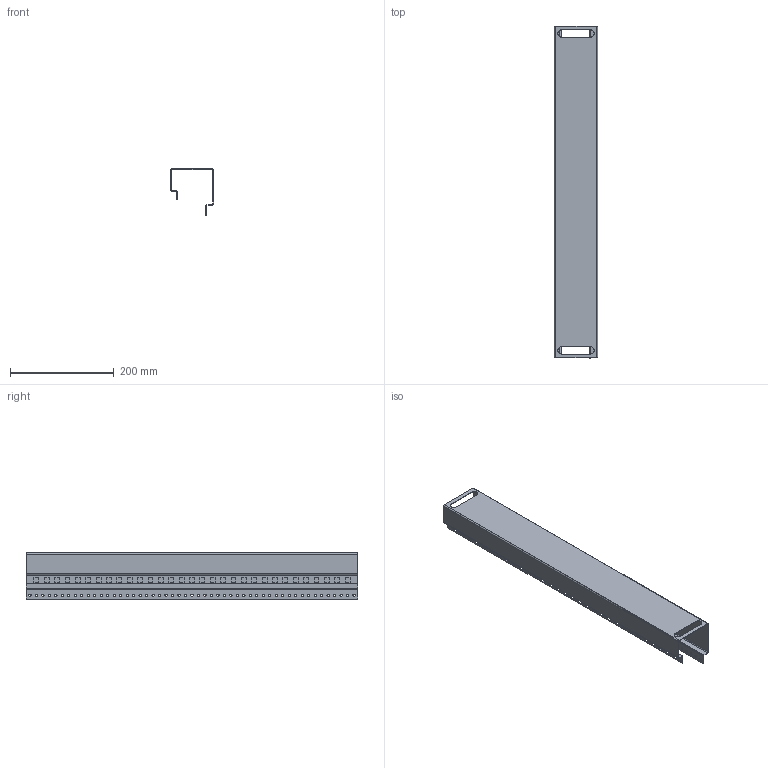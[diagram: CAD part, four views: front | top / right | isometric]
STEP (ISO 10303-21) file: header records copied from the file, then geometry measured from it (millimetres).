
FILE_DESCRIPTION (( 'STEP AP214' ), '1' );
FILE_NAME ('400.070.STEP', '2024-04-27T03:40:18', ( '' ), ( '' ), 'SwSTEP 2.0', 'SolidWorks 2021', '' );
FILE_SCHEMA (( 'AUTOMOTIVE_DESIGN' ));
Length unit declared in the file: millimetre
Products named in the file (1): 400.070
Bounding box: 83 x 640 x 88.8 mm (x, y, z)
Volume: 185160.7 mm3; surface area: 313389.5 mm2
Topology: 1 solids, 1 shells, 290 faces, 816 edges, 528 vertices
Faces by surface type: plane 170, cylinder 120
Entity records: 9706 total; most frequent: DIRECTION 1638, CARTESIAN_POINT 1635, ORIENTED_EDGE 1632, EDGE_CURVE 816, LINE 576, VECTOR 576, AXIS2_PLACEMENT_3D 531, VERTEX_POINT 528
